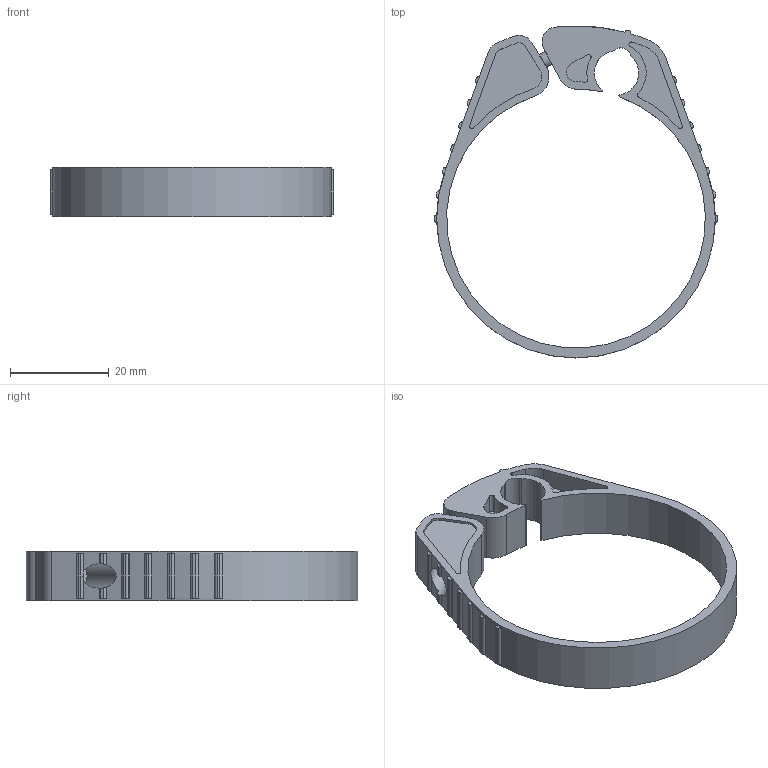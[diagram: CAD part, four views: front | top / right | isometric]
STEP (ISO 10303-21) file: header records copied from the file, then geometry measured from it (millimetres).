
FILE_DESCRIPTION(/* description */ ('STEP AP214'),/* implementation_level */ '2;1');
FILE_NAME(/* name */ '163890_CRSMBR-50',/* time_stamp */ '2024-08-09T15:04:46+02:00',/* author */ ('License CC BY-ND 4.0'),/* organization */ ('CADENAS'),/* preprocessor_version */ 'ST-DEVELOPER v19.3',/* originating_system */ 'PARTsolutions',/* authorisation */ ' ');
FILE_SCHEMA (('AUTOMOTIVE_DESIGN {1 0 10303 214 3 1 1}'));
Length unit declared in the file: millimetre
Products named in the file (3): 163890 CRSMBR-50; 163890 CRSMBR-50(1); DIN-84 - M3x12
Assembly tree (2 placements, depth 2):
  163890 CRSMBR-50
    163890 CRSMBR-50(1)
    DIN-84 - M3x12
Bounding box: 57.4 x 67.2 x 10 mm (x, y, z)
Volume: 6211.6 mm3; surface area: 6683.9 mm2
Topology: 2 solids, 2 shells, 215 faces, 572 edges, 379 vertices
Faces by surface type: cylinder 129, plane 78, cone 6, torus 2
Full cylindrical faces by diameter (mm): 2.459 x1, 3 x1, 3.1 x2, 4.9 x1, 6.2 x1
Entity records: 6821 total; most frequent: CARTESIAN_POINT 1239, DIRECTION 1237, ORIENTED_EDGE 1108, EDGE_CURVE 554, AXIS2_PLACEMENT_3D 490, VERTEX_POINT 375, CIRCLE 263, LINE 257
